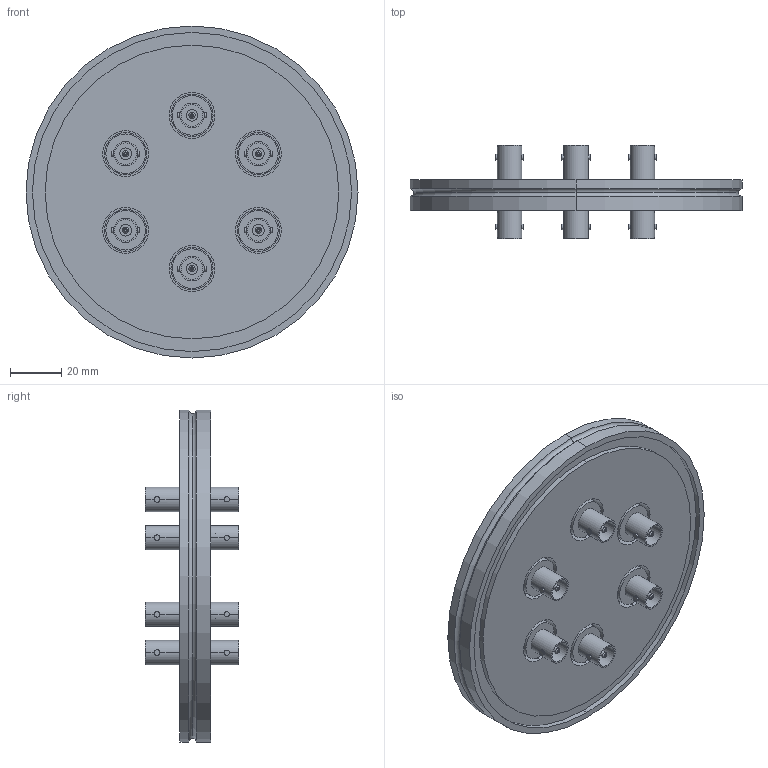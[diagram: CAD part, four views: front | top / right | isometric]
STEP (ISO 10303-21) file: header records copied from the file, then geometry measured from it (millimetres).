
FILE_DESCRIPTION (( 'STEP AP214' ), '1' );
FILE_NAME ('242-BNCDF50-ISO100-6.step', '2025-02-18T20:46:36', ( '' ), ( '' ), 'SwSTEP 2.0', 'SolidWorks 2022', '' );
FILE_SCHEMA (( 'AUTOMOTIVE_DESIGN' ));
Length unit declared in the file: millimetre
Products named in the file (5): 9441-ISO100-16.5-6_DN100 ISO-K; 9242-BNCDF50-IFW-1; 242-BNCDF50-I; 9242-BNCDF50-IFW-2; 242-BNCDF50-ISO100-6
Assembly tree (9 placements, depth 3):
  242-BNCDF50-ISO100-6
    9441-ISO100-16.5-6_DN100 ISO-K
    242-BNCDF50-I  x6
      9242-BNCDF50-IFW-1
      9242-BNCDF50-IFW-2
Bounding box: 130 x 36.5 x 130 mm (x, y, z)
Volume: 142808.3 mm3; surface area: 58562.5 mm2
Topology: 13 solids, 13 shells, 400 faces, 822 edges, 518 vertices
Faces by surface type: cylinder 240, plane 120, cone 24, torus 16
Entity records: 3436 total; most frequent: CARTESIAN_POINT 639, DIRECTION 616, ORIENTED_EDGE 464, AXIS2_PLACEMENT_3D 269, EDGE_CURVE 232, VERTEX_POINT 148, CIRCLE 146, EDGE_LOOP 144
